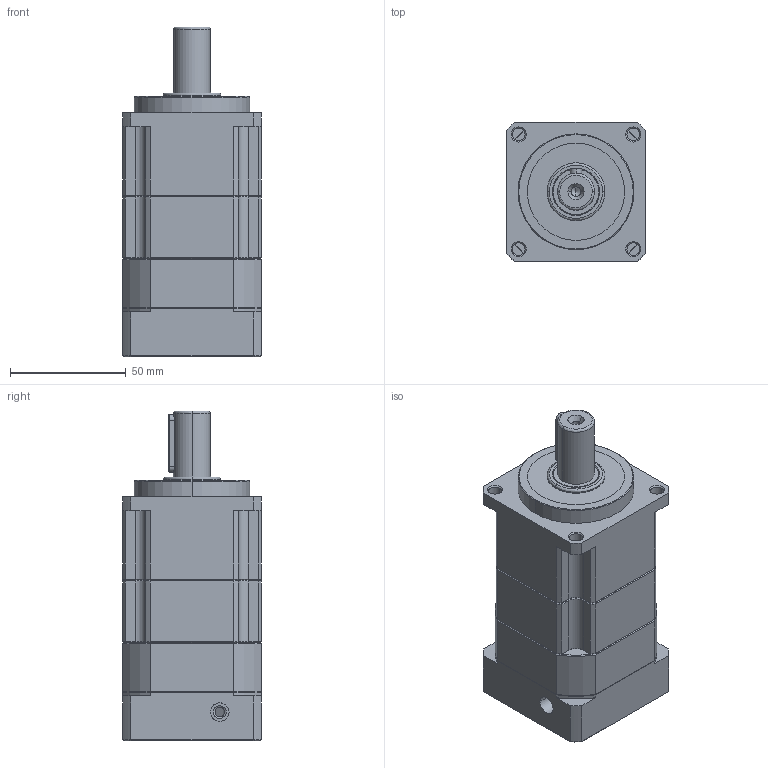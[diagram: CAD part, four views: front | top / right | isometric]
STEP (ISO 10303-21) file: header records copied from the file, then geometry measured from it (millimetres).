
FILE_DESCRIPTION (( 'STEP AP214' ), '1' );
FILE_NAME ('SB060-L2-14-50-70-M4-M5.STEP', '2021-12-18T05:10:39', ( 'admin' ), ( '' ), 'SwSTEP 2.0', 'SolidWorks 2013', '' );
FILE_SCHEMA (( 'AUTOMOTIVE_DESIGN' ));
Length unit declared in the file: millimetre
Products named in the file (4): SB060-L2_X2_58F34F537AEF_X0_-14; 60_X2_8F9351656CD55170_X0_-50-70M4; SB060_X2_8F9351FA7AEF_X0_; SB060-L2-14-50-70-M4-M5
Assembly tree (3 placements, depth 2):
  SB060-L2-14-50-70-M4-M5
    SB060_X2_8F9351FA7AEF_X0_
    60_X2_8F9351656CD55170_X0_-50-70M4
    SB060-L2_X2_58F34F537AEF_X0_-14
Bounding box: 60 x 60 x 142.5 mm (x, y, z)
Volume: 340185.6 mm3; surface area: 59424.2 mm2
Topology: 3 solids, 3 shells, 518 faces, 1229 edges, 743 vertices
Faces by surface type: plane 203, cylinder 171, cone 119, bspline 25
Entity records: 21381 total; most frequent: CARTESIAN_POINT 3692, DIRECTION 2545, ORIENTED_EDGE 2414, EDGE_CURVE 1207, AXIS2_PLACEMENT_3D 978, VERTEX_POINT 743, VECTOR 589, LINE 589
